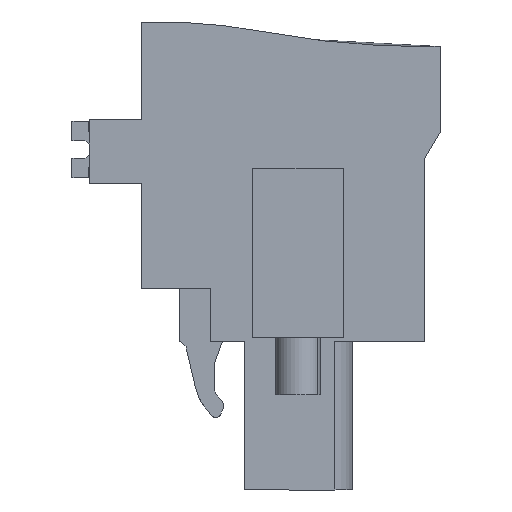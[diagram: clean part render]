
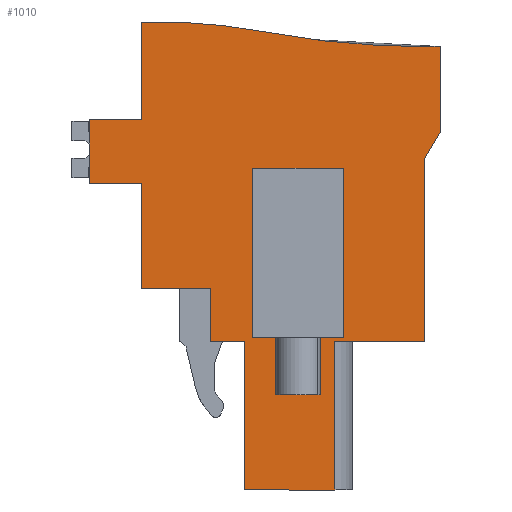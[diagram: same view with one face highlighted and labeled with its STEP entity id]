
A CAD part, left-side view. The second image highlights one B-rep face of the part: STEP entity #1010.
In plain terms, the highlighted planar face has unit normal (-1, 0, 0).
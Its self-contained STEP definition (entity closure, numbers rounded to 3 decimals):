
#852=AXIS2_PLACEMENT_3D('Plane Axis2P3D',#849,#850,#851) ;
#865=AXIS2_PLACEMENT_3D('Circle Axis2P3D',#863,#864,$) ;
#872=AXIS2_PLACEMENT_3D('Circle Axis2P3D',#870,#871,$) ;
#49=CARTESIAN_POINT('Vertex',(4.9,12.85,8.35)) ;
#52=CARTESIAN_POINT('Line Origine',(4.9,12.85,9.825)) ;
#56=CARTESIAN_POINT('Vertex',(4.9,12.85,11.3)) ;
#756=CARTESIAN_POINT('Vertex',(4.9,10.937,8.35)) ;
#759=CARTESIAN_POINT('Line Origine',(4.9,11.893,8.35)) ;
#849=CARTESIAN_POINT('Axis2P3D Location',(4.9,3.817,22.4)) ;
#854=CARTESIAN_POINT('Line Origine',(4.9,0.,22.459)) ;
#858=CARTESIAN_POINT('Vertex',(4.9,0.,20.059)) ;
#860=CARTESIAN_POINT('Vertex',(4.9,0.,24.859)) ;
#863=CARTESIAN_POINT('Axis2P3D Location',(4.9,0.92,72.85)) ;
#867=CARTESIAN_POINT('Vertex',(4.9,9.844,25.687)) ;
#870=CARTESIAN_POINT('Axis2P3D Location',(4.9,15.85,-6.057)) ;
#874=CARTESIAN_POINT('Vertex',(4.9,16.75,26.237)) ;
#877=CARTESIAN_POINT('Line Origine',(4.9,16.75,23.494)) ;
#881=CARTESIAN_POINT('Vertex',(4.9,16.75,20.75)) ;
#884=CARTESIAN_POINT('Line Origine',(4.9,18.2,20.75)) ;
#888=CARTESIAN_POINT('Vertex',(4.9,19.65,20.75)) ;
#891=CARTESIAN_POINT('Line Origine',(4.9,19.65,18.975)) ;
#895=CARTESIAN_POINT('Vertex',(4.9,19.65,17.2)) ;
#898=CARTESIAN_POINT('Line Origine',(4.9,18.2,17.2)) ;
#902=CARTESIAN_POINT('Vertex',(4.9,16.75,17.2)) ;
#905=CARTESIAN_POINT('Line Origine',(4.9,16.75,14.25)) ;
#909=CARTESIAN_POINT('Vertex',(4.9,16.75,11.3)) ;
#912=CARTESIAN_POINT('Line Origine',(4.9,14.8,11.3)) ;
#917=CARTESIAN_POINT('Line Origine',(4.9,10.937,4.175)) ;
#921=CARTESIAN_POINT('Vertex',(4.9,10.937,0.)) ;
#924=CARTESIAN_POINT('Line Origine',(4.9,8.414,0.)) ;
#928=CARTESIAN_POINT('Vertex',(4.9,5.891,0.)) ;
#931=CARTESIAN_POINT('Line Origine',(4.9,5.891,4.175)) ;
#935=CARTESIAN_POINT('Vertex',(4.9,5.891,8.35)) ;
#938=CARTESIAN_POINT('Line Origine',(4.9,3.396,8.35)) ;
#942=CARTESIAN_POINT('Vertex',(4.9,0.9,8.35)) ;
#945=CARTESIAN_POINT('Line Origine',(4.9,0.9,13.425)) ;
#949=CARTESIAN_POINT('Vertex',(4.9,0.9,18.5)) ;
#952=CARTESIAN_POINT('Line Origine',(4.9,0.45,19.279)) ;
#976=CARTESIAN_POINT('Line Origine',(4.9,7.964,8.55)) ;
#980=CARTESIAN_POINT('Vertex',(4.9,10.514,8.55)) ;
#982=CARTESIAN_POINT('Vertex',(4.9,5.414,8.55)) ;
#985=CARTESIAN_POINT('Line Origine',(4.9,10.514,13.3)) ;
#989=CARTESIAN_POINT('Vertex',(4.9,10.514,18.05)) ;
#992=CARTESIAN_POINT('Line Origine',(4.9,7.964,18.05)) ;
#996=CARTESIAN_POINT('Vertex',(4.9,5.414,18.05)) ;
#999=CARTESIAN_POINT('Line Origine',(4.9,5.414,13.3)) ;
#53=DIRECTION('Vector Direction',(0.,0.,1.)) ;
#760=DIRECTION('Vector Direction',(0.,1.,0.)) ;
#850=DIRECTION('Axis2P3D Direction',(1.,0.,0.)) ;
#851=DIRECTION('Axis2P3D XDirection',(0.,1.,0.)) ;
#855=DIRECTION('Vector Direction',(0.,0.,1.)) ;
#864=DIRECTION('Axis2P3D Direction',(1.,0.,0.)) ;
#871=DIRECTION('Axis2P3D Direction',(1.,0.,0.)) ;
#878=DIRECTION('Vector Direction',(0.,0.,1.)) ;
#885=DIRECTION('Vector Direction',(0.,-1.,0.)) ;
#892=DIRECTION('Vector Direction',(0.,0.,1.)) ;
#899=DIRECTION('Vector Direction',(0.,1.,0.)) ;
#906=DIRECTION('Vector Direction',(0.,0.,1.)) ;
#913=DIRECTION('Vector Direction',(0.,-1.,0.)) ;
#918=DIRECTION('Vector Direction',(0.,0.,-1.)) ;
#925=DIRECTION('Vector Direction',(0.,-1.,0.)) ;
#932=DIRECTION('Vector Direction',(0.,0.,-1.)) ;
#939=DIRECTION('Vector Direction',(0.,1.,0.)) ;
#946=DIRECTION('Vector Direction',(0.,0.,-1.)) ;
#953=DIRECTION('Vector Direction',(0.,-0.5,0.866)) ;
#977=DIRECTION('Vector Direction',(0.,-1.,0.)) ;
#986=DIRECTION('Vector Direction',(0.,0.,-1.)) ;
#993=DIRECTION('Vector Direction',(0.,-1.,0.)) ;
#1000=DIRECTION('Vector Direction',(0.,0.,-1.)) ;
#54=VECTOR('Line Direction',#53,1.) ;
#761=VECTOR('Line Direction',#760,1.) ;
#856=VECTOR('Line Direction',#855,1.) ;
#879=VECTOR('Line Direction',#878,1.) ;
#886=VECTOR('Line Direction',#885,1.) ;
#893=VECTOR('Line Direction',#892,1.) ;
#900=VECTOR('Line Direction',#899,1.) ;
#907=VECTOR('Line Direction',#906,1.) ;
#914=VECTOR('Line Direction',#913,1.) ;
#919=VECTOR('Line Direction',#918,1.) ;
#926=VECTOR('Line Direction',#925,1.) ;
#933=VECTOR('Line Direction',#932,1.) ;
#940=VECTOR('Line Direction',#939,1.) ;
#947=VECTOR('Line Direction',#946,1.) ;
#954=VECTOR('Line Direction',#953,1.) ;
#978=VECTOR('Line Direction',#977,1.) ;
#987=VECTOR('Line Direction',#986,1.) ;
#994=VECTOR('Line Direction',#993,1.) ;
#1001=VECTOR('Line Direction',#1000,1.) ;
#958=ORIENTED_EDGE('',*,*,#862,.T.) ;
#959=ORIENTED_EDGE('',*,*,#869,.T.) ;
#960=ORIENTED_EDGE('',*,*,#876,.F.) ;
#961=ORIENTED_EDGE('',*,*,#883,.F.) ;
#962=ORIENTED_EDGE('',*,*,#890,.F.) ;
#963=ORIENTED_EDGE('',*,*,#897,.F.) ;
#964=ORIENTED_EDGE('',*,*,#904,.F.) ;
#965=ORIENTED_EDGE('',*,*,#911,.F.) ;
#966=ORIENTED_EDGE('',*,*,#916,.T.) ;
#967=ORIENTED_EDGE('',*,*,#58,.F.) ;
#968=ORIENTED_EDGE('',*,*,#763,.F.) ;
#969=ORIENTED_EDGE('',*,*,#923,.T.) ;
#970=ORIENTED_EDGE('',*,*,#930,.T.) ;
#971=ORIENTED_EDGE('',*,*,#937,.F.) ;
#972=ORIENTED_EDGE('',*,*,#944,.F.) ;
#973=ORIENTED_EDGE('',*,*,#951,.F.) ;
#974=ORIENTED_EDGE('',*,*,#956,.T.) ;
#1005=ORIENTED_EDGE('',*,*,#984,.F.) ;
#1006=ORIENTED_EDGE('',*,*,#991,.F.) ;
#1007=ORIENTED_EDGE('',*,*,#998,.F.) ;
#1008=ORIENTED_EDGE('',*,*,#1003,.T.) ;
#1009=FACE_BOUND('',#1004,.T.) ;
#1010=ADVANCED_FACE('HOUSING',(#975,#1009),#853,.F.) ;
#866=CIRCLE('generated circle',#865,48.) ;
#873=CIRCLE('generated circle',#872,32.307) ;
#58=EDGE_CURVE('',#50,#57,#55,.T.) ;
#763=EDGE_CURVE('',#757,#50,#762,.T.) ;
#862=EDGE_CURVE('',#859,#861,#857,.T.) ;
#869=EDGE_CURVE('',#861,#868,#866,.T.) ;
#876=EDGE_CURVE('',#875,#868,#873,.T.) ;
#883=EDGE_CURVE('',#882,#875,#880,.T.) ;
#890=EDGE_CURVE('',#889,#882,#887,.T.) ;
#897=EDGE_CURVE('',#896,#889,#894,.T.) ;
#904=EDGE_CURVE('',#903,#896,#901,.T.) ;
#911=EDGE_CURVE('',#910,#903,#908,.T.) ;
#916=EDGE_CURVE('',#910,#57,#915,.T.) ;
#923=EDGE_CURVE('',#757,#922,#920,.T.) ;
#930=EDGE_CURVE('',#922,#929,#927,.T.) ;
#937=EDGE_CURVE('',#936,#929,#934,.T.) ;
#944=EDGE_CURVE('',#943,#936,#941,.T.) ;
#951=EDGE_CURVE('',#950,#943,#948,.T.) ;
#956=EDGE_CURVE('',#950,#859,#955,.T.) ;
#984=EDGE_CURVE('',#981,#983,#979,.T.) ;
#991=EDGE_CURVE('',#990,#981,#988,.T.) ;
#998=EDGE_CURVE('',#997,#990,#995,.F.) ;
#1003=EDGE_CURVE('',#997,#983,#1002,.T.) ;
#957=EDGE_LOOP('',(#958,#959,#960,#961,#962,#963,#964,#965,#966,#967,#968,#969,#970,#971,#972,#973,#974)) ;
#1004=EDGE_LOOP('',(#1005,#1006,#1007,#1008)) ;
#975=FACE_OUTER_BOUND('',#957,.T.) ;
#55=LINE('Line',#52,#54) ;
#762=LINE('Line',#759,#761) ;
#857=LINE('Line',#854,#856) ;
#880=LINE('Line',#877,#879) ;
#887=LINE('Line',#884,#886) ;
#894=LINE('Line',#891,#893) ;
#901=LINE('Line',#898,#900) ;
#908=LINE('Line',#905,#907) ;
#915=LINE('Line',#912,#914) ;
#920=LINE('Line',#917,#919) ;
#927=LINE('Line',#924,#926) ;
#934=LINE('Line',#931,#933) ;
#941=LINE('Line',#938,#940) ;
#948=LINE('Line',#945,#947) ;
#955=LINE('Line',#952,#954) ;
#979=LINE('Line',#976,#978) ;
#988=LINE('Line',#985,#987) ;
#995=LINE('Line',#992,#994) ;
#1002=LINE('Line',#999,#1001) ;
#853=PLANE('',#852) ;
#50=VERTEX_POINT('',#49) ;
#57=VERTEX_POINT('',#56) ;
#757=VERTEX_POINT('',#756) ;
#859=VERTEX_POINT('',#858) ;
#861=VERTEX_POINT('',#860) ;
#868=VERTEX_POINT('',#867) ;
#875=VERTEX_POINT('',#874) ;
#882=VERTEX_POINT('',#881) ;
#889=VERTEX_POINT('',#888) ;
#896=VERTEX_POINT('',#895) ;
#903=VERTEX_POINT('',#902) ;
#910=VERTEX_POINT('',#909) ;
#922=VERTEX_POINT('',#921) ;
#929=VERTEX_POINT('',#928) ;
#936=VERTEX_POINT('',#935) ;
#943=VERTEX_POINT('',#942) ;
#950=VERTEX_POINT('',#949) ;
#981=VERTEX_POINT('',#980) ;
#983=VERTEX_POINT('',#982) ;
#990=VERTEX_POINT('',#989) ;
#997=VERTEX_POINT('',#996) ;
